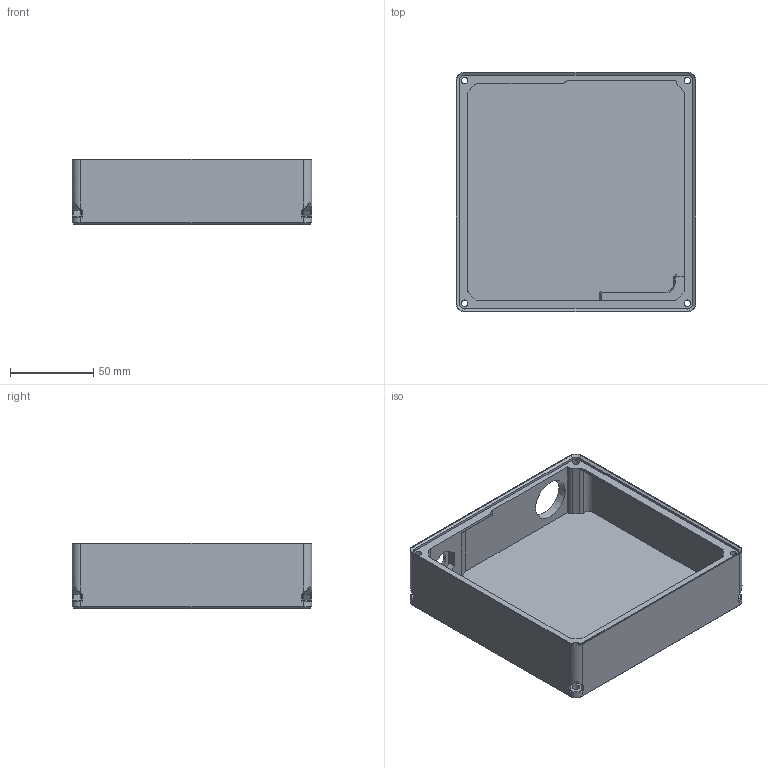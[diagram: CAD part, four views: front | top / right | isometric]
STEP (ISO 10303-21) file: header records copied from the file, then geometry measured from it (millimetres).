
FILE_DESCRIPTION(/* description */ (''),/* implementation_level */ '2;1');
FILE_NAME(/* name */ 'Base.step',/* time_stamp */ '2024-01-02T20:04:44-08:00',/* author */ (''),/* organization */ (''),/* preprocessor_version */ 'ST-DEVELOPER v20',/* originating_system */ 'Autodesk Translation Framework v12.14.0.127',/* authorisation */ '');
FILE_SCHEMA (('AUTOMOTIVE_DESIGN { 1 0 10303 214 3 1 1 }'));
Length unit declared in the file: millimetre
Products named in the file (1): Base
Bounding box: 144 x 144 x 39.05 mm (x, y, z)
Volume: 123956.4 mm3; surface area: 86476.9 mm2
Topology: 1 solids, 1 shells, 210 faces, 589 edges, 380 vertices
Faces by surface type: plane 114, cylinder 60, cone 18, bspline 18
Full cylindrical faces by diameter (mm): 3.9 x4, 4.5 x4, 13 x1
Entity records: 7120 total; most frequent: CARTESIAN_POINT 1618, ORIENTED_EDGE 1178, DIRECTION 1113, EDGE_CURVE 589, VERTEX_POINT 380, AXIS2_PLACEMENT_3D 373, LINE 367, VECTOR 367
